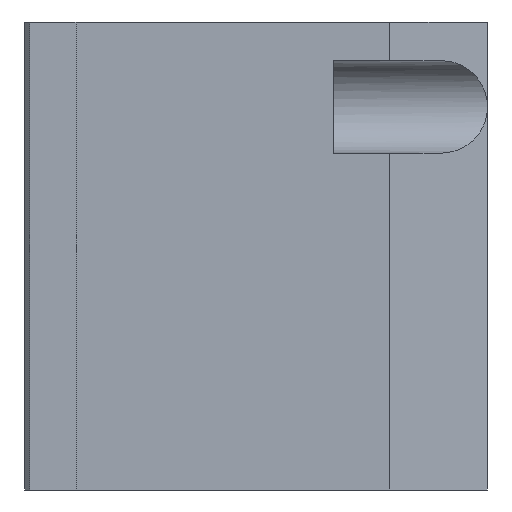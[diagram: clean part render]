
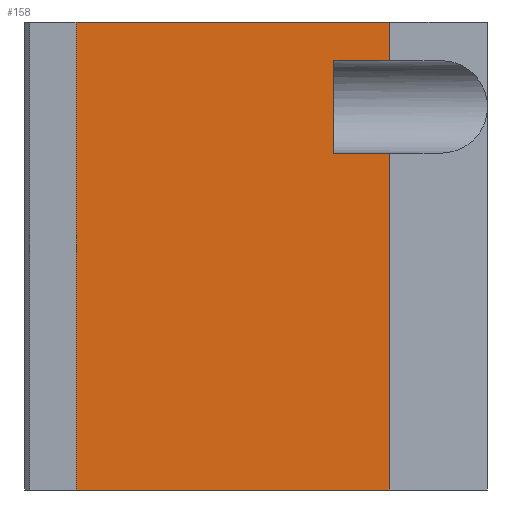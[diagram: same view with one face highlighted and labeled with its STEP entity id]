
A CAD part, left-side view. The second image highlights one B-rep face of the part: STEP entity #158.
In plain terms, the highlighted planar face has unit normal (-1, 0, 0).
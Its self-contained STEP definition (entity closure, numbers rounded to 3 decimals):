
#158 = ADVANCED_FACE( '', ( #335 ), #336, .F. );
#335 = FACE_OUTER_BOUND( '', #509, .T. );
#336 = PLANE( '', #510 );
#509 = EDGE_LOOP( '', ( #903, #904, #905, #906, #907, #908, #909, #910 ) );
#510 = AXIS2_PLACEMENT_3D( '', #911, #912, #913 );
#903 = ORIENTED_EDGE( '', *, *, #970, .F. );
#904 = ORIENTED_EDGE( '', *, *, #1046, .F. );
#905 = ORIENTED_EDGE( '', *, *, #1027, .F. );
#906 = ORIENTED_EDGE( '', *, *, #1084, .T. );
#907 = ORIENTED_EDGE( '', *, *, #1100, .T. );
#908 = ORIENTED_EDGE( '', *, *, #977, .F. );
#909 = ORIENTED_EDGE( '', *, *, #1086, .F. );
#910 = ORIENTED_EDGE( '', *, *, #1102, .T. );
#911 = CARTESIAN_POINT( '', ( -53., 80., 91. ) );
#912 = DIRECTION( '', ( 1., 0., 0. ) );
#913 = DIRECTION( '', ( 0., 0., -1. ) );
#970 = EDGE_CURVE( '', #1150, #1151, #1152, .T. );
#977 = EDGE_CURVE( '', #1162, #1164, #1165, .T. );
#1027 = EDGE_CURVE( '', #1242, #1244, #1245, .T. );
#1046 = EDGE_CURVE( '', #1244, #1150, #1273, .T. );
#1084 = EDGE_CURVE( '', #1242, #1322, #1324, .T. );
#1086 = EDGE_CURVE( '', #1326, #1162, #1327, .T. );
#1100 = EDGE_CURVE( '', #1322, #1164, #1342, .T. );
#1102 = EDGE_CURVE( '', #1326, #1151, #1344, .T. );
#1150 = VERTEX_POINT( '', #1455 );
#1151 = VERTEX_POINT( '', #1456 );
#1152 = LINE( '', #1457, #1458 );
#1162 = VERTEX_POINT( '', #1471 );
#1164 = VERTEX_POINT( '', #1474 );
#1165 = LINE( '', #1475, #1476 );
#1242 = VERTEX_POINT( '', #1582 );
#1244 = VERTEX_POINT( '', #1585 );
#1245 = LINE( '', #1586, #1587 );
#1273 = LINE( '', #1626, #1627 );
#1322 = VERTEX_POINT( '', #1692 );
#1324 = LINE( '', #1695, #1696 );
#1326 = VERTEX_POINT( '', #1698 );
#1327 = LINE( '', #1699, #1700 );
#1342 = LINE( '', #1717, #1718 );
#1344 = LINE( '', #1720, #1721 );
#1455 = CARTESIAN_POINT( '', ( -53., 19., 83.5 ) );
#1456 = CARTESIAN_POINT( '', ( -53., 30., 83.5 ) );
#1457 = CARTESIAN_POINT( '', ( -53., 80., 83.5 ) );
#1458 = VECTOR( '', #1765, 1000. );
#1471 = CARTESIAN_POINT( '', ( -53., 19., 65.5 ) );
#1474 = CARTESIAN_POINT( '', ( -53., 19., 0. ) );
#1475 = CARTESIAN_POINT( '', ( -53., 19., 91. ) );
#1476 = VECTOR( '', #1773, 1000. );
#1582 = CARTESIAN_POINT( '', ( -53., 80., 91. ) );
#1585 = CARTESIAN_POINT( '', ( -53., 19., 91. ) );
#1586 = CARTESIAN_POINT( '', ( -53., 80., 91. ) );
#1587 = VECTOR( '', #1831, 1000. );
#1626 = CARTESIAN_POINT( '', ( -53., 19., 91. ) );
#1627 = VECTOR( '', #1852, 1000. );
#1692 = CARTESIAN_POINT( '', ( -53., 80., 0. ) );
#1695 = CARTESIAN_POINT( '', ( -53., 80., 91. ) );
#1696 = VECTOR( '', #1894, 1000. );
#1698 = CARTESIAN_POINT( '', ( -53., 30., 65.5 ) );
#1699 = CARTESIAN_POINT( '', ( -53., 80., 65.5 ) );
#1700 = VECTOR( '', #1895, 1000. );
#1717 = CARTESIAN_POINT( '', ( -53., 80., 0. ) );
#1718 = VECTOR( '', #1904, 1000. );
#1720 = CARTESIAN_POINT( '', ( -53., 30., 91. ) );
#1721 = VECTOR( '', #1905, 1000. );
#1765 = DIRECTION( '', ( 0., 1., 0. ) );
#1773 = DIRECTION( '', ( 0., 0., -1. ) );
#1831 = DIRECTION( '', ( 0., -1., 0. ) );
#1852 = DIRECTION( '', ( 0., 0., -1. ) );
#1894 = DIRECTION( '', ( 0., 0., -1. ) );
#1895 = DIRECTION( '', ( 0., -1., 0. ) );
#1904 = DIRECTION( '', ( 0., -1., 0. ) );
#1905 = DIRECTION( '', ( 0., 0., 1. ) );
